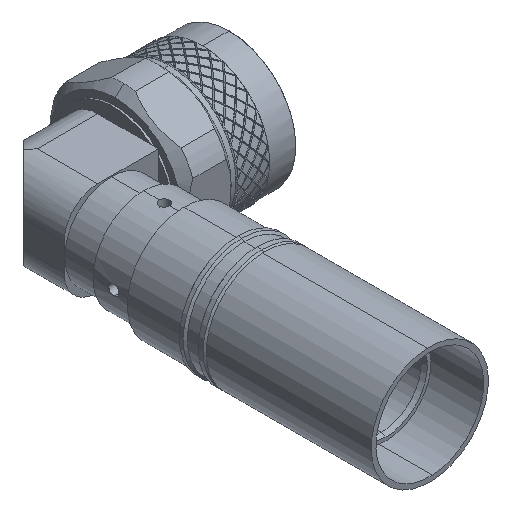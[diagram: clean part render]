
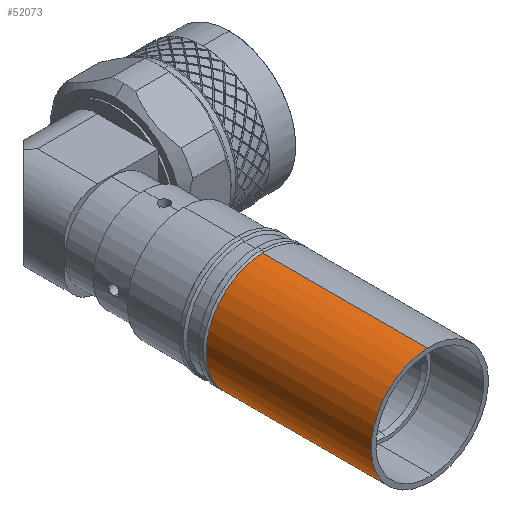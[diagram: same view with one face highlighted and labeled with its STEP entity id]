
A CAD part, isometric view. The second image highlights one B-rep face of the part: STEP entity #52073.
In plain terms, the highlighted cylindrical face has radius 8.7 mm (diameter 17.4 mm), a partial arc.
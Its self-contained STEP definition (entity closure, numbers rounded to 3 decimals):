
#336 = EDGE_CURVE ( 'NONE', #10838, #43072, #49072, .T. ) ;
#1036 = EDGE_CURVE ( 'NONE', #32335, #48180, #22529, .T. ) ;
#3799 = DIRECTION ( 'NONE',  ( -0.043, 0., 0.999 ) ) ;
#4379 = CARTESIAN_POINT ( 'NONE',  ( 6.629, -29.8, 8.692 ) ) ;
#4890 = FACE_OUTER_BOUND ( 'NONE', #38183, .T. ) ;
#5214 = ORIENTED_EDGE ( 'NONE', *, *, #1036, .F. ) ;
#8139 = CARTESIAN_POINT ( 'NONE',  ( 7.371, -54.3, -8.692 ) ) ;
#8202 = AXIS2_PLACEMENT_3D ( 'NONE', #50583, #13657, #25763 ) ;
#10084 = CIRCLE ( 'NONE', #37331, 8.7 ) ;
#10838 = VERTEX_POINT ( 'NONE', #44791 ) ;
#13657 = DIRECTION ( 'NONE',  ( 0., 1., 0. ) ) ;
#15410 = VECTOR ( 'NONE', #48302, 1000. ) ;
#16179 = DIRECTION ( 'NONE',  ( 0., -1., 0. ) ) ;
#18265 = AXIS2_PLACEMENT_3D ( 'NONE', #53381, #28181, #3799 ) ;
#19293 = DIRECTION ( 'NONE',  ( 0., -1., 0. ) ) ;
#22529 = LINE ( 'NONE', #49109, #29594 ) ;
#23305 = DIRECTION ( 'NONE',  ( -0.043, 0., 0.999 ) ) ;
#25763 = DIRECTION ( 'NONE',  ( -0.043, 0., 0.999 ) ) ;
#27383 = ORIENTED_EDGE ( 'NONE', *, *, #31021, .T. ) ;
#28146 = CARTESIAN_POINT ( 'NONE',  ( 7., -29.8, 0. ) ) ;
#28181 = DIRECTION ( 'NONE',  ( 0., -1., 0. ) ) ;
#29594 = VECTOR ( 'NONE', #16179, 1000. ) ;
#31021 = EDGE_CURVE ( 'NONE', #32335, #10838, #10084, .T. ) ;
#31243 = CARTESIAN_POINT ( 'NONE',  ( 7.371, -54.3, -8.692 ) ) ;
#32335 = VERTEX_POINT ( 'NONE', #4379 ) ;
#32568 = ORIENTED_EDGE ( 'NONE', *, *, #336, .T. ) ;
#37331 = AXIS2_PLACEMENT_3D ( 'NONE', #28146, #19293, #23305 ) ;
#38183 = EDGE_LOOP ( 'NONE', ( #27383, #32568, #50298, #5214 ) ) ;
#43072 = VERTEX_POINT ( 'NONE', #8139 ) ;
#44327 = CIRCLE ( 'NONE', #8202, 8.7 ) ;
#44791 = CARTESIAN_POINT ( 'NONE',  ( 7.371, -29.8, -8.692 ) ) ;
#48180 = VERTEX_POINT ( 'NONE', #49489 ) ;
#48302 = DIRECTION ( 'NONE',  ( 0., -1., 0. ) ) ;
#48890 = CYLINDRICAL_SURFACE ( 'NONE', #18265, 8.7 ) ;
#49072 = LINE ( 'NONE', #31243, #15410 ) ;
#49109 = CARTESIAN_POINT ( 'NONE',  ( 6.629, -54.3, 8.692 ) ) ;
#49489 = CARTESIAN_POINT ( 'NONE',  ( 6.629, -54.3, 8.692 ) ) ;
#50298 = ORIENTED_EDGE ( 'NONE', *, *, #51536, .T. ) ;
#50583 = CARTESIAN_POINT ( 'NONE',  ( 7., -54.3, 0. ) ) ;
#51536 = EDGE_CURVE ( 'NONE', #43072, #48180, #44327, .T. ) ;
#52073 = ADVANCED_FACE ( 'NONE', ( #4890 ), #48890, .T. ) ;
#53381 = CARTESIAN_POINT ( 'NONE',  ( 7., -54.3, 0. ) ) ;
